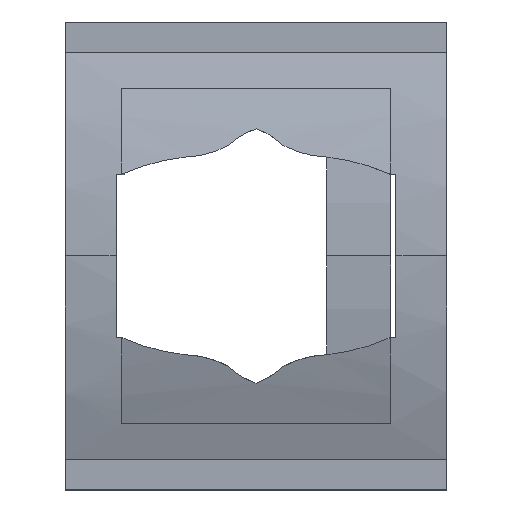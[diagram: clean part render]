
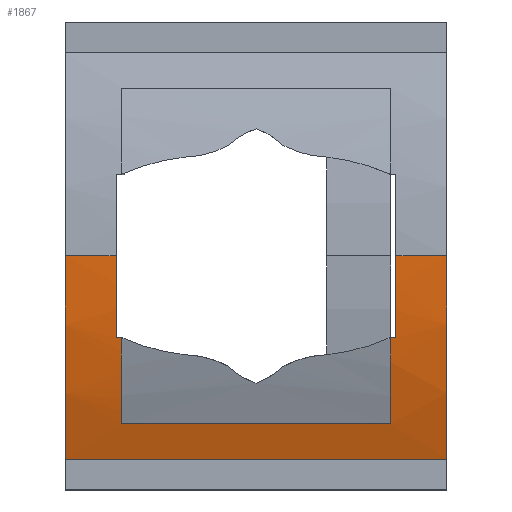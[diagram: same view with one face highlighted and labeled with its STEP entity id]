
A CAD part, top view. The second image highlights one B-rep face of the part: STEP entity #1867.
In plain terms, the highlighted cylindrical face has radius 29.478 mm (diameter 58.956 mm), a partial arc.
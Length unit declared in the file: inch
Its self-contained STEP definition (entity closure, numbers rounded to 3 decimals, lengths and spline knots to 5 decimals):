
#34 = AXIS2_PLACEMENT_3D ( 'NONE', #1163, #270, #249 ) ;
#48 = EDGE_CURVE ( 'NONE', #434, #2244, #2066, .T. ) ;
#51 = CARTESIAN_POINT ( 'NONE',  ( 0.30415, 6.45338, -2.29513 ) ) ;
#71 = VECTOR ( 'NONE', #1892, 39.37008 ) ;
#90 = VERTEX_POINT ( 'NONE', #1184 ) ;
#104 = CARTESIAN_POINT ( 'NONE',  ( 0.64, 6.53351, -2.27368 ) ) ;
#112 = ORIENTED_EDGE ( 'NONE', *, *, #1156, .T. ) ;
#130 = LINE ( 'NONE', #1939, #181 ) ;
#144 = AXIS2_PLACEMENT_3D ( 'NONE', #169, #1183, #685 ) ;
#166 = LINE ( 'NONE', #1245, #1068 ) ;
#169 = CARTESIAN_POINT ( 'NONE',  ( 0., 6.78338, -3.40777 ) ) ;
#181 = VECTOR ( 'NONE', #1970, 39.37008 ) ;
#182 = CARTESIAN_POINT ( 'NONE',  ( 0.11, 6.62338, -2.2583 ) ) ;
#222 = AXIS2_PLACEMENT_3D ( 'NONE', #2044, #666, #703 ) ;
#228 = VERTEX_POINT ( 'NONE', #2114 ) ;
#240 = EDGE_CURVE ( 'NONE', #402, #2122, #1794, .T. ) ;
#248 = FACE_OUTER_BOUND ( 'NONE', #1562, .T. ) ;
#249 = DIRECTION ( 'NONE',  ( 0., 0., 1. ) ) ;
#262 = ORIENTED_EDGE ( 'NONE', *, *, #622, .T. ) ;
#265 = ORIENTED_EDGE ( 'NONE', *, *, #240, .T. ) ;
#267 = AXIS2_PLACEMENT_3D ( 'NONE', #1385, #1394, #388 ) ;
#270 = DIRECTION ( 'NONE',  ( -1., 0., 0. ) ) ;
#289 = EDGE_CURVE ( 'NONE', #90, #1887, #828, .T. ) ;
#304 = CIRCLE ( 'NONE', #1127, 1.16055 ) ;
#349 = CARTESIAN_POINT ( 'NONE',  ( 0.75, 6.45338, -2.29513 ) ) ;
#370 = CARTESIAN_POINT ( 'NONE',  ( 0.75, 6.78338, -2.24722 ) ) ;
#378 = B_SPLINE_CURVE_WITH_KNOTS ( 'NONE', 3,
 ( #2079, #1529, #815, #1376 ),
 .UNSPECIFIED., .F., .F.,
 ( 4, 4 ),
 ( 0., 0.11815 ),
 .UNSPECIFIED. ) ;
#388 = DIRECTION ( 'NONE',  ( 0., 0., 1. ) ) ;
#402 = VERTEX_POINT ( 'NONE', #1090 ) ;
#408 = CARTESIAN_POINT ( 'NONE',  ( 0.64, 6.5743, -2.26622 ) ) ;
#427 = ORIENTED_EDGE ( 'NONE', *, *, #1647, .F. ) ;
#434 = VERTEX_POINT ( 'NONE', #1672 ) ;
#469 = VECTOR ( 'NONE', #2000, 39.37008 ) ;
#482 = CARTESIAN_POINT ( 'NONE',  ( 0.65, 6.78338, -2.24722 ) ) ;
#483 = DIRECTION ( 'NONE',  ( -1., 0., 0. ) ) ;
#529 = CIRCLE ( 'NONE', #267, 1.16055 ) ;
#540 = DIRECTION ( 'NONE',  ( -1., 0., 0. ) ) ;
#568 = CARTESIAN_POINT ( 'NONE',  ( 0.1, 6.78338, -2.24722 ) ) ;
#600 = EDGE_CURVE ( 'NONE', #803, #1607, #378, .T. ) ;
#602 = ORIENTED_EDGE ( 'NONE', *, *, #1653, .F. ) ;
#622 = EDGE_CURVE ( 'NONE', #803, #434, #723, .T. ) ;
#664 = CARTESIAN_POINT ( 'NONE',  ( 0.64, 6.45338, -2.29513 ) ) ;
#666 = DIRECTION ( 'NONE',  ( -1., 0., 0. ) ) ;
#670 = CYLINDRICAL_SURFACE ( 'NONE', #34, 1.16055 ) ;
#685 = DIRECTION ( 'NONE',  ( 0., 0., -1. ) ) ;
#703 = DIRECTION ( 'NONE',  ( 0., 0., -1. ) ) ;
#723 = B_SPLINE_CURVE_WITH_KNOTS ( 'NONE', 3,
 ( #408, #104, #832, #664 ),
 .UNSPECIFIED., .F., .F.,
 ( 4, 4 ),
 ( 0., 1. ),
 .UNSPECIFIED. ) ;
#739 = ORIENTED_EDGE ( 'NONE', *, *, #885, .T. ) ;
#782 = ORIENTED_EDGE ( 'NONE', *, *, #1256, .T. ) ;
#799 = VECTOR ( 'NONE', #483, 39.37008 ) ;
#803 = VERTEX_POINT ( 'NONE', #1305 ) ;
#815 = CARTESIAN_POINT ( 'NONE',  ( 0.64, 6.60699, -2.2606 ) ) ;
#828 = LINE ( 'NONE', #1986, #1692 ) ;
#832 = CARTESIAN_POINT ( 'NONE',  ( 0.64, 6.49313, -2.28334 ) ) ;
#885 = EDGE_CURVE ( 'NONE', #2122, #998, #1712, .T. ) ;
#917 = CIRCLE ( 'NONE', #222, 1.16055 ) ;
#943 = CIRCLE ( 'NONE', #144, 1.16055 ) ;
#968 = LINE ( 'NONE', #1930, #71 ) ;
#980 = CARTESIAN_POINT ( 'NONE',  ( 0.1, 6.78338, -3.40777 ) ) ;
#984 = ORIENTED_EDGE ( 'NONE', *, *, #600, .F. ) ;
#998 = VERTEX_POINT ( 'NONE', #2018 ) ;
#1068 = VECTOR ( 'NONE', #1943, 39.37008 ) ;
#1073 = VERTEX_POINT ( 'NONE', #1235 ) ;
#1090 = CARTESIAN_POINT ( 'NONE',  ( 0.1, 6.62338, -2.2583 ) ) ;
#1110 = EDGE_CURVE ( 'NONE', #228, #1887, #529, .T. ) ;
#1127 = AXIS2_PLACEMENT_3D ( 'NONE', #1190, #1185, #1255 ) ;
#1156 = EDGE_CURVE ( 'NONE', #1632, #2071, #917, .T. ) ;
#1163 = CARTESIAN_POINT ( 'NONE',  ( 0.75, 6.78338, -3.40777 ) ) ;
#1183 = DIRECTION ( 'NONE',  ( -1., 0., 0. ) ) ;
#1184 = CARTESIAN_POINT ( 'NONE',  ( 0.75, 6.78338, -2.24722 ) ) ;
#1185 = DIRECTION ( 'NONE',  ( -1., 0., 0. ) ) ;
#1190 = CARTESIAN_POINT ( 'NONE',  ( 0.75, 6.78338, -3.40777 ) ) ;
#1217 = ORIENTED_EDGE ( 'NONE', *, *, #2062, .F. ) ;
#1235 = CARTESIAN_POINT ( 'NONE',  ( 0., 6.38338, -2.31833 ) ) ;
#1245 = CARTESIAN_POINT ( 'NONE',  ( 0.65, 6.62338, -2.2583 ) ) ;
#1248 = DIRECTION ( 'NONE',  ( -1., 0., 0. ) ) ;
#1255 = DIRECTION ( 'NONE',  ( 0., 0., 1. ) ) ;
#1256 = EDGE_CURVE ( 'NONE', #2198, #90, #304, .T. ) ;
#1266 = DIRECTION ( 'NONE',  ( -1., 0., 0. ) ) ;
#1305 = CARTESIAN_POINT ( 'NONE',  ( 0.64, 6.5743, -2.26622 ) ) ;
#1376 = CARTESIAN_POINT ( 'NONE',  ( 0.64, 6.62338, -2.25831 ) ) ;
#1385 = CARTESIAN_POINT ( 'NONE',  ( 0.65, 6.78338, -3.40777 ) ) ;
#1394 = DIRECTION ( 'NONE',  ( -1., 0., 0. ) ) ;
#1439 = ORIENTED_EDGE ( 'NONE', *, *, #1678, .T. ) ;
#1529 = CARTESIAN_POINT ( 'NONE',  ( 0.64, 6.59063, -2.26324 ) ) ;
#1562 = EDGE_LOOP ( 'NONE', ( #782, #2025, #2246, #2237, #984, #262, #2046, #602, #112, #427, #265, #739, #1217, #1439 ) ) ;
#1585 = CARTESIAN_POINT ( 'NONE',  ( 0.75, 6.38338, -2.31833 ) ) ;
#1607 = VERTEX_POINT ( 'NONE', #1881 ) ;
#1632 = VERTEX_POINT ( 'NONE', #1914 ) ;
#1647 = EDGE_CURVE ( 'NONE', #402, #2071, #130, .T. ) ;
#1653 = EDGE_CURVE ( 'NONE', #1632, #2244, #968, .T. ) ;
#1672 = CARTESIAN_POINT ( 'NONE',  ( 0.64, 6.45338, -2.29513 ) ) ;
#1678 = EDGE_CURVE ( 'NONE', #1073, #2198, #1839, .T. ) ;
#1692 = VECTOR ( 'NONE', #1248, 39.37008 ) ;
#1712 = LINE ( 'NONE', #370, #799 ) ;
#1741 = DIRECTION ( 'NONE',  ( 0., 0., -1. ) ) ;
#1794 = CIRCLE ( 'NONE', #1899, 1.16055 ) ;
#1839 = LINE ( 'NONE', #1983, #469 ) ;
#1867 = ADVANCED_FACE ( 'NONE', ( #248 ), #670, .T. ) ;
#1881 = CARTESIAN_POINT ( 'NONE',  ( 0.64, 6.62338, -2.25831 ) ) ;
#1887 = VERTEX_POINT ( 'NONE', #482 ) ;
#1892 = DIRECTION ( 'NONE',  ( 1., 0., 0. ) ) ;
#1899 = AXIS2_PLACEMENT_3D ( 'NONE', #980, #540, #1741 ) ;
#1914 = CARTESIAN_POINT ( 'NONE',  ( 0.11, 6.45338, -2.29513 ) ) ;
#1930 = CARTESIAN_POINT ( 'NONE',  ( 0.11, 6.45338, -2.29513 ) ) ;
#1939 = CARTESIAN_POINT ( 'NONE',  ( 0.1, 6.62338, -2.2583 ) ) ;
#1943 = DIRECTION ( 'NONE',  ( -1., 0., 0. ) ) ;
#1970 = DIRECTION ( 'NONE',  ( 1., 0., 0. ) ) ;
#1983 = CARTESIAN_POINT ( 'NONE',  ( 0.75, 6.38338, -2.31833 ) ) ;
#1986 = CARTESIAN_POINT ( 'NONE',  ( 0.75, 6.78338, -2.24722 ) ) ;
#2000 = DIRECTION ( 'NONE',  ( 1., 0., 0. ) ) ;
#2005 = VECTOR ( 'NONE', #1266, 39.37008 ) ;
#2018 = CARTESIAN_POINT ( 'NONE',  ( 0., 6.78338, -2.24722 ) ) ;
#2025 = ORIENTED_EDGE ( 'NONE', *, *, #289, .T. ) ;
#2044 = CARTESIAN_POINT ( 'NONE',  ( 0.11, 6.78338, -3.40777 ) ) ;
#2046 = ORIENTED_EDGE ( 'NONE', *, *, #48, .T. ) ;
#2062 = EDGE_CURVE ( 'NONE', #1073, #998, #943, .T. ) ;
#2066 = LINE ( 'NONE', #349, #2005 ) ;
#2071 = VERTEX_POINT ( 'NONE', #182 ) ;
#2079 = CARTESIAN_POINT ( 'NONE',  ( 0.64, 6.5743, -2.26622 ) ) ;
#2114 = CARTESIAN_POINT ( 'NONE',  ( 0.65, 6.62338, -2.2583 ) ) ;
#2122 = VERTEX_POINT ( 'NONE', #568 ) ;
#2198 = VERTEX_POINT ( 'NONE', #1585 ) ;
#2235 = EDGE_CURVE ( 'NONE', #228, #1607, #166, .T. ) ;
#2237 = ORIENTED_EDGE ( 'NONE', *, *, #2235, .T. ) ;
#2244 = VERTEX_POINT ( 'NONE', #51 ) ;
#2246 = ORIENTED_EDGE ( 'NONE', *, *, #1110, .F. ) ;
